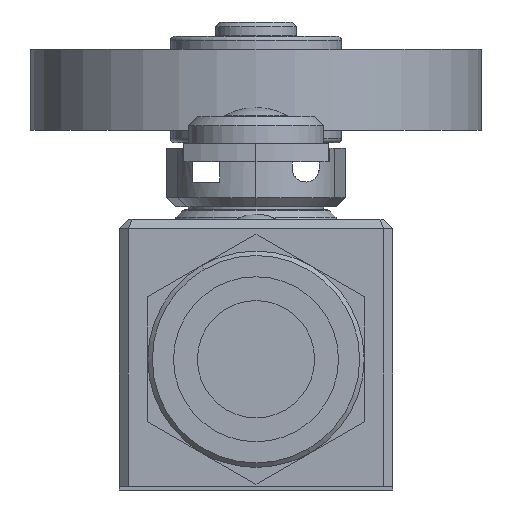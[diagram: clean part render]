
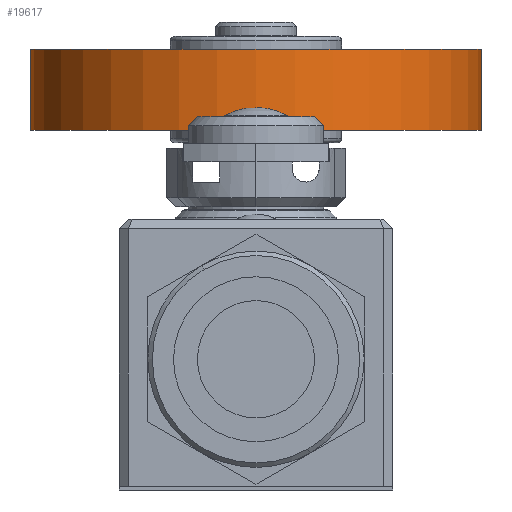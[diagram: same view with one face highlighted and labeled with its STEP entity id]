
A CAD part, front view. The second image highlights one B-rep face of the part: STEP entity #19617.
In plain terms, the highlighted cylindrical face has radius 25 mm (diameter 50 mm), a partial arc.
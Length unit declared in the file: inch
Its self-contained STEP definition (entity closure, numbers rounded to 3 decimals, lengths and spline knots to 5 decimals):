
#381 = DIRECTION ( 'NONE',  ( 1., 0., 0. ) ) ;
#2260 = CARTESIAN_POINT ( 'NONE',  ( -0.98425, 2.85433, 1.57087 ) ) ;
#6487 = DIRECTION ( 'NONE',  ( 1., 0., 0. ) ) ;
#8449 = DIRECTION ( 'NONE',  ( 1., 0., 0. ) ) ;
#9349 = EDGE_CURVE ( 'NONE', #22875, #27671, #25103, .T. ) ;
#9986 = CARTESIAN_POINT ( 'NONE',  ( -0.98425, 2.85433, 1.9252 ) ) ;
#10009 = EDGE_CURVE ( 'NONE', #33049, #27671, #16928, .T. ) ;
#10377 = AXIS2_PLACEMENT_3D ( 'NONE', #14569, #20202, #381 ) ;
#11267 = CYLINDRICAL_SURFACE ( 'NONE', #10377, 0.98425 ) ;
#11397 = DIRECTION ( 'NONE',  ( 0., 0., 1. ) ) ;
#12347 = ORIENTED_EDGE ( 'NONE', *, *, #34759, .T. ) ;
#14569 = CARTESIAN_POINT ( 'NONE',  ( 0., 2.85433, 1.57087 ) ) ;
#15597 = EDGE_LOOP ( 'NONE', ( #32096, #12347, #21225, #21792 ) ) ;
#15683 = VECTOR ( 'NONE', #11397, 39.37008 ) ;
#16368 = CARTESIAN_POINT ( 'NONE',  ( 0.98425, 2.85433, 1.9252 ) ) ;
#16475 = VERTEX_POINT ( 'NONE', #35155 ) ;
#16875 = CARTESIAN_POINT ( 'NONE',  ( 0., 2.85433, 1.57087 ) ) ;
#16928 = CIRCLE ( 'NONE', #18559, 0.98425 ) ;
#18559 = AXIS2_PLACEMENT_3D ( 'NONE', #23199, #34641, #6487 ) ;
#19617 = ADVANCED_FACE ( 'NONE', ( #28319 ), #11267, .T. ) ;
#19850 = DIRECTION ( 'NONE',  ( 0., 0., 1. ) ) ;
#20202 = DIRECTION ( 'NONE',  ( 0., 0., 1. ) ) ;
#21225 = ORIENTED_EDGE ( 'NONE', *, *, #27164, .T. ) ;
#21792 = ORIENTED_EDGE ( 'NONE', *, *, #10009, .T. ) ;
#22380 = DIRECTION ( 'NONE',  ( 0., 0., 1. ) ) ;
#22875 = VERTEX_POINT ( 'NONE', #26513 ) ;
#23199 = CARTESIAN_POINT ( 'NONE',  ( 0., 2.85433, 1.9252 ) ) ;
#24214 = LINE ( 'NONE', #33767, #15683 ) ;
#25103 = LINE ( 'NONE', #2260, #31795 ) ;
#26513 = CARTESIAN_POINT ( 'NONE',  ( -0.98425, 2.85433, 1.57087 ) ) ;
#27164 = EDGE_CURVE ( 'NONE', #16475, #33049, #24214, .T. ) ;
#27671 = VERTEX_POINT ( 'NONE', #9986 ) ;
#28319 = FACE_OUTER_BOUND ( 'NONE', #15597, .T. ) ;
#30750 = AXIS2_PLACEMENT_3D ( 'NONE', #16875, #22380, #8449 ) ;
#31795 = VECTOR ( 'NONE', #19850, 39.37008 ) ;
#32096 = ORIENTED_EDGE ( 'NONE', *, *, #9349, .F. ) ;
#32496 = CIRCLE ( 'NONE', #30750, 0.98425 ) ;
#33049 = VERTEX_POINT ( 'NONE', #16368 ) ;
#33767 = CARTESIAN_POINT ( 'NONE',  ( 0.98425, 2.85433, 1.57087 ) ) ;
#34641 = DIRECTION ( 'NONE',  ( 0., 0., -1. ) ) ;
#34759 = EDGE_CURVE ( 'NONE', #22875, #16475, #32496, .T. ) ;
#35155 = CARTESIAN_POINT ( 'NONE',  ( 0.98425, 2.85433, 1.57087 ) ) ;
